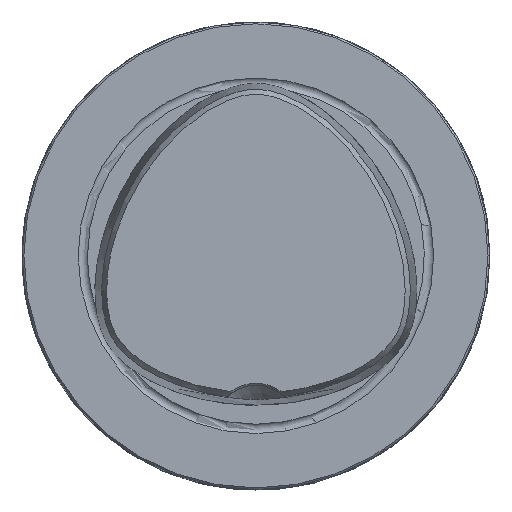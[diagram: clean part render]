
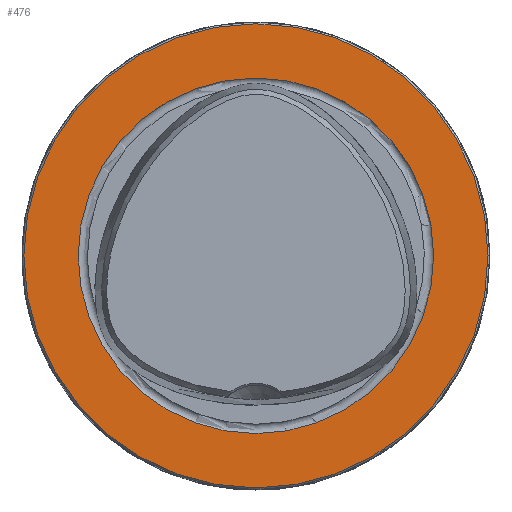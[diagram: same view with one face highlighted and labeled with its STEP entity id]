
A CAD part, top view. The second image highlights one B-rep face of the part: STEP entity #476.
In plain terms, the highlighted planar face has unit normal (0, 0, 1).
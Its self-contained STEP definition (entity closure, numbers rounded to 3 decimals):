
#159=FACE_BOUND('',#829,.T.);
#160=FACE_BOUND('',#830,.T.);
#411=CIRCLE('',#2832,39.7);
#416=CIRCLE('',#2839,30.407);
#476=ADVANCED_FACE('CU_E_LO_SU_1',(#159,#160),#606,.T.);
#606=PLANE('',#2841);
#829=EDGE_LOOP('',(#1445));
#830=EDGE_LOOP('',(#1446));
#1445=ORIENTED_EDGE('',*,*,#2422,.T.);
#1446=ORIENTED_EDGE('',*,*,#2440,.F.);
#2143=VERTEX_POINT('',#4880);
#2158=VERTEX_POINT('',#5208);
#2422=EDGE_CURVE('',#2143,#2143,#411,.T.);
#2440=EDGE_CURVE('',#2158,#2158,#416,.T.);
#2832=AXIS2_PLACEMENT_3D('',#4879,#3150,#3151);
#2839=AXIS2_PLACEMENT_3D('',#5207,#3164,#3165);
#2841=AXIS2_PLACEMENT_3D('',#5210,#3168,#3169);
#3150=DIRECTION('',(0.,0.,1.));
#3151=DIRECTION('',(-1.,0.,0.));
#3164=DIRECTION('',(0.,0.,1.));
#3165=DIRECTION('',(-1.,0.,0.));
#3168=DIRECTION('',(0.,0.,1.));
#3169=DIRECTION('',(-1.,0.,0.));
#4879=CARTESIAN_POINT('',(0.,0.,0.));
#4880=CARTESIAN_POINT('',(-39.7,0.,0.));
#5207=CARTESIAN_POINT('',(0.,0.,0.));
#5208=CARTESIAN_POINT('',(-30.407,0.,0.));
#5210=CARTESIAN_POINT('',(0.,-30.407,0.));
